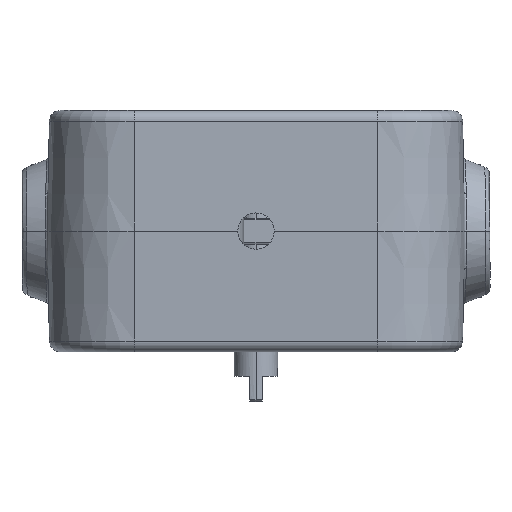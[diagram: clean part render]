
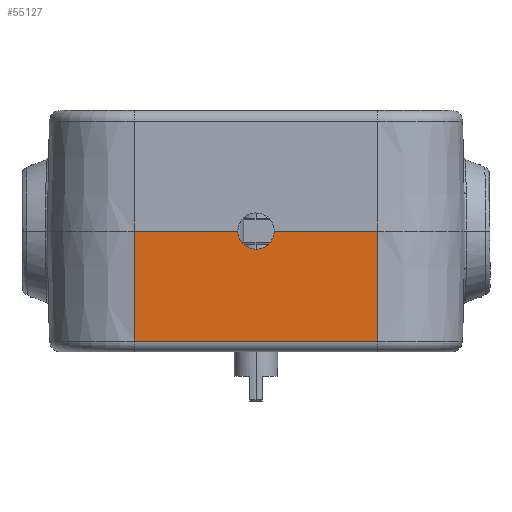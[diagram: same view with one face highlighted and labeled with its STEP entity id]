
A CAD part, front view. The second image highlights one B-rep face of the part: STEP entity #55127.
In plain terms, the highlighted planar face has unit normal (0, -1, -0.018).
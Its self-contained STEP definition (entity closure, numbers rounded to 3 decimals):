
#985 = CARTESIAN_POINT ( 'NONE',  ( 0., -45.913, -5. ) ) ;
#1005 = CARTESIAN_POINT ( 'NONE',  ( 5., -46., 0. ) ) ;
#2583 = LINE ( 'NONE', #5364, #14473 ) ;
#4059 = VERTEX_POINT ( 'NONE', #1005 ) ;
#4939 = ORIENTED_EDGE ( 'NONE', *, *, #57133, .T. ) ;
#5364 = CARTESIAN_POINT ( 'NONE',  ( 33.5, -46., 0. ) ) ;
#5472 = CARTESIAN_POINT ( 'NONE',  ( -5., -46., 0. ) ) ;
#6773 = VERTEX_POINT ( 'NONE', #21192 ) ;
#6958 = FACE_OUTER_BOUND ( 'NONE', #21818, .T. ) ;
#9463 = CARTESIAN_POINT ( 'NONE',  ( 0., -45.913, -5. ) ) ;
#11213 = CARTESIAN_POINT ( 'NONE',  ( 0., -45.913, -5. ) ) ;
#12766 = ORIENTED_EDGE ( 'NONE', *, *, #38817, .F. ) ;
#12966 = VERTEX_POINT ( 'NONE', #24514 ) ;
#14347 = DIRECTION ( 'NONE',  ( -1., 0., 0. ) ) ;
#14473 = VECTOR ( 'NONE', #14347, 1000. ) ;
#14611 = CARTESIAN_POINT ( 'NONE',  ( 33.5, -46., 0. ) ) ;
#15498 = CARTESIAN_POINT ( 'NONE',  ( 5., -46., 0. ) ) ;
#17949 = LINE ( 'NONE', #23227, #28389 ) ;
#18738 = VECTOR ( 'NONE', #40619, 1000. ) ;
#18789 = ORIENTED_EDGE ( 'NONE', *, *, #30656, .T. ) ;
#19228 = EDGE_CURVE ( 'NONE', #47583, #55818, #39341, .T. ) ;
#19501 = VERTEX_POINT ( 'NONE', #21629 ) ;
#19969 = EDGE_CURVE ( 'NONE', #46006, #4059, #2583, .T. ) ;
#20993 =( BOUNDED_CURVE ( )  B_SPLINE_CURVE ( 3, ( #15498, #51040, #37832, #11213 ),
 .UNSPECIFIED., .F., .T. ) 
 B_SPLINE_CURVE_WITH_KNOTS ( ( 4, 4 ),
 ( 4.712, 6.283 ),
 .UNSPECIFIED. ) 
 CURVE ( )  GEOMETRIC_REPRESENTATION_ITEM ( )  RATIONAL_B_SPLINE_CURVE ( ( 1., 0.805, 0.805, 1. ) ) 
 REPRESENTATION_ITEM ( '' )  );
#21192 = CARTESIAN_POINT ( 'NONE',  ( -33.5, -46., 0. ) ) ;
#21629 = CARTESIAN_POINT ( 'NONE',  ( -33.5, -45.471, -30.302 ) ) ;
#21818 = EDGE_LOOP ( 'NONE', ( #39639, #4939, #40516, #49550, #12766, #26403, #18789 ) ) ;
#23227 = CARTESIAN_POINT ( 'NONE',  ( 33.5, -46., 0. ) ) ;
#24323 = VECTOR ( 'NONE', #43777, 1000. ) ;
#24514 = CARTESIAN_POINT ( 'NONE',  ( 33.5, -45.471, -30.302 ) ) ;
#25008 = AXIS2_PLACEMENT_3D ( 'NONE', #48535, #26480, #57488 ) ;
#25711 = EDGE_CURVE ( 'NONE', #55818, #6773, #54307, .T. ) ;
#26403 = ORIENTED_EDGE ( 'NONE', *, *, #56433, .T. ) ;
#26480 = DIRECTION ( 'NONE',  ( 0., -1., -0.017 ) ) ;
#27691 = DIRECTION ( 'NONE',  ( 0., -0.017, 1. ) ) ;
#28389 = VECTOR ( 'NONE', #27691, 1000. ) ;
#30656 = EDGE_CURVE ( 'NONE', #12966, #46006, #17949, .T. ) ;
#32114 = VECTOR ( 'NONE', #41203, 1000. ) ;
#32157 = CARTESIAN_POINT ( 'NONE',  ( -5., -45.949, -2.929 ) ) ;
#36121 = LINE ( 'NONE', #39331, #24323 ) ;
#36159 = CARTESIAN_POINT ( 'NONE',  ( -33.5, -46., 0. ) ) ;
#37832 = CARTESIAN_POINT ( 'NONE',  ( 2.929, -45.913, -5. ) ) ;
#38817 = EDGE_CURVE ( 'NONE', #19501, #6773, #54170, .T. ) ;
#39331 = CARTESIAN_POINT ( 'NONE',  ( 33.5, -45.471, -30.302 ) ) ;
#39341 =( BOUNDED_CURVE ( )  B_SPLINE_CURVE ( 3, ( #985, #54257, #32157, #5472 ),
 .UNSPECIFIED., .F., .F. ) 
 B_SPLINE_CURVE_WITH_KNOTS ( ( 4, 4 ),
 ( 0., 1.571 ),
 .UNSPECIFIED. ) 
 CURVE ( )  GEOMETRIC_REPRESENTATION_ITEM ( )  RATIONAL_B_SPLINE_CURVE ( ( 1., 0.805, 0.805, 1. ) ) 
 REPRESENTATION_ITEM ( '' )  );
#39639 = ORIENTED_EDGE ( 'NONE', *, *, #19969, .T. ) ;
#40516 = ORIENTED_EDGE ( 'NONE', *, *, #19228, .T. ) ;
#40619 = DIRECTION ( 'NONE',  ( 0., -0.017, 1. ) ) ;
#41203 = DIRECTION ( 'NONE',  ( -1., 0., 0. ) ) ;
#42245 = CARTESIAN_POINT ( 'NONE',  ( -5., -46., 0. ) ) ;
#43304 = PLANE ( 'NONE',  #25008 ) ;
#43777 = DIRECTION ( 'NONE',  ( 1., 0., 0. ) ) ;
#46006 = VERTEX_POINT ( 'NONE', #50316 ) ;
#47583 = VERTEX_POINT ( 'NONE', #9463 ) ;
#48535 = CARTESIAN_POINT ( 'NONE',  ( 33.5, -46., 0. ) ) ;
#49550 = ORIENTED_EDGE ( 'NONE', *, *, #25711, .T. ) ;
#50316 = CARTESIAN_POINT ( 'NONE',  ( 33.5, -46., 0. ) ) ;
#51040 = CARTESIAN_POINT ( 'NONE',  ( 5., -45.949, -2.929 ) ) ;
#54170 = LINE ( 'NONE', #36159, #18738 ) ;
#54257 = CARTESIAN_POINT ( 'NONE',  ( -2.929, -45.913, -5. ) ) ;
#54307 = LINE ( 'NONE', #14611, #32114 ) ;
#55127 = ADVANCED_FACE ( 'NONE', ( #6958 ), #43304, .T. ) ;
#55818 = VERTEX_POINT ( 'NONE', #42245 ) ;
#56433 = EDGE_CURVE ( 'NONE', #19501, #12966, #36121, .T. ) ;
#57133 = EDGE_CURVE ( 'NONE', #4059, #47583, #20993, .T. ) ;
#57488 = DIRECTION ( 'NONE',  ( 0., -0.017, 1. ) ) ;
